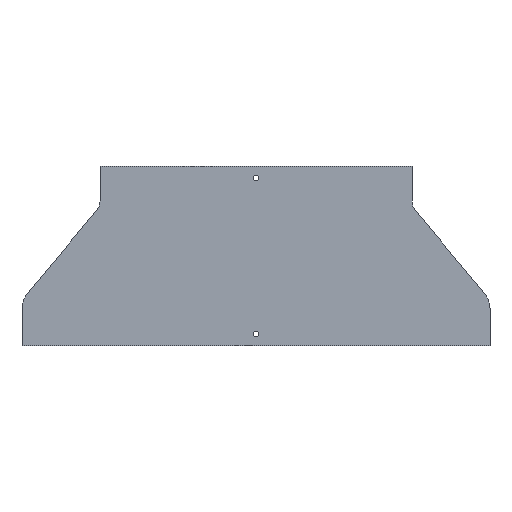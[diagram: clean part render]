
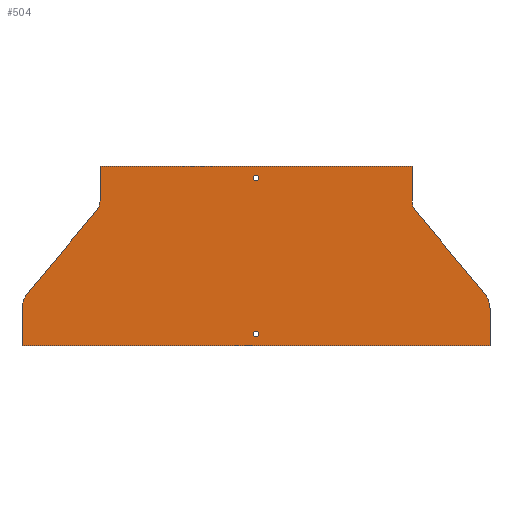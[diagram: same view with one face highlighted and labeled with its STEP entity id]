
A CAD part, front view. The second image highlights one B-rep face of the part: STEP entity #504.
In plain terms, the highlighted planar face has unit normal (0, -1, 0).
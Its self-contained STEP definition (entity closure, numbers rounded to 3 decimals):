
#1 = DIRECTION ( 'NONE',  ( 0., 0., -1. ) ) ;
#27 = CARTESIAN_POINT ( 'NONE',  ( 300., 0., -182.241 ) ) ;
#28 = DIRECTION ( 'NONE',  ( 0., 0., -1. ) ) ;
#33 = CARTESIAN_POINT ( 'NONE',  ( -300., 0., -230. ) ) ;
#34 = DIRECTION ( 'NONE',  ( -1., 0., 0. ) ) ;
#57 = CARTESIAN_POINT ( 'NONE',  ( -300., 0., -182.241 ) ) ;
#58 = DIRECTION ( 'NONE',  ( 0., 0., 1. ) ) ;
#71 = DIRECTION ( 'NONE',  ( 0.64, 0., 0.768 ) ) ;
#72 = CARTESIAN_POINT ( 'NONE',  ( -270., 0., -182.241 ) ) ;
#73 = DIRECTION ( 'NONE',  ( 0., 1., 0. ) ) ;
#74 = DIRECTION ( 'NONE',  ( 0., 0., 1. ) ) ;
#75 = CARTESIAN_POINT ( 'NONE',  ( -204.636, 0., -56.942 ) ) ;
#83 = CARTESIAN_POINT ( 'NONE',  ( -220., 0., -44.139 ) ) ;
#84 = DIRECTION ( 'NONE',  ( 0., -1., 0. ) ) ;
#85 = DIRECTION ( 'NONE',  ( 0., 0., 1. ) ) ;
#91 = CARTESIAN_POINT ( 'NONE',  ( 0., 0., -215. ) ) ;
#92 = DIRECTION ( 'NONE',  ( 0., -1., 0. ) ) ;
#93 = DIRECTION ( 'NONE',  ( 0., 0., -1. ) ) ;
#95 = CARTESIAN_POINT ( 'NONE',  ( 0., 0., -15. ) ) ;
#96 = DIRECTION ( 'NONE',  ( 0., -1., 0. ) ) ;
#97 = DIRECTION ( 'NONE',  ( 0., 0., -1. ) ) ;
#115 = CARTESIAN_POINT ( 'NONE',  ( 0., 0., -218.5 ) ) ;
#116 = CARTESIAN_POINT ( 'NONE',  ( 0., 0., -18.5 ) ) ;
#142 = DIRECTION ( 'NONE',  ( 0., 1., 0. ) ) ;
#382 = AXIS2_PLACEMENT_3D ( 'NONE', #1736, #1734, #1739 ) ;
#406 = AXIS2_PLACEMENT_3D ( 'NONE', #1990, #1991, #1992 ) ;
#408 = AXIS2_PLACEMENT_3D ( 'NONE', #516, #142, #1 ) ;
#418 = AXIS2_PLACEMENT_3D ( 'NONE', #72, #73, #74 ) ;
#420 = AXIS2_PLACEMENT_3D ( 'NONE', #83, #84, #85 ) ;
#422 = AXIS2_PLACEMENT_3D ( 'NONE', #91, #92, #93 ) ;
#423 = AXIS2_PLACEMENT_3D ( 'NONE', #95, #96, #97 ) ;
#504 = ADVANCED_FACE ( 'NONE', ( #1257, #1268, #1264 ), #1737, .F. ) ;
#516 = CARTESIAN_POINT ( 'NONE',  ( 270., 0., -182.241 ) ) ;
#526 = EDGE_LOOP ( 'NONE', ( #804 ) ) ;
#553 = EDGE_LOOP ( 'NONE', ( #806, #807, #808, #809, #810, #811, #812, #813, #814, #815, #816, #817 ) ) ;
#582 = EDGE_LOOP ( 'NONE', ( #805 ) ) ;
#613 = VERTEX_POINT ( 'NONE', #1801 ) ;
#615 = VERTEX_POINT ( 'NONE', #1803 ) ;
#619 = VERTEX_POINT ( 'NONE', #1807 ) ;
#627 = VERTEX_POINT ( 'NONE', #1815 ) ;
#633 = VERTEX_POINT ( 'NONE', #1821 ) ;
#643 = VERTEX_POINT ( 'NONE', #1831 ) ;
#646 = VERTEX_POINT ( 'NONE', #1834 ) ;
#652 = VERTEX_POINT ( 'NONE', #1840 ) ;
#658 = VERTEX_POINT ( 'NONE', #1846 ) ;
#659 = VERTEX_POINT ( 'NONE', #1847 ) ;
#667 = VERTEX_POINT ( 'NONE', #1855 ) ;
#691 = VERTEX_POINT ( 'NONE', #1879 ) ;
#804 = ORIENTED_EDGE ( 'NONE', *, *, #2090, .F. ) ;
#805 = ORIENTED_EDGE ( 'NONE', *, *, #2091, .F. ) ;
#806 = ORIENTED_EDGE ( 'NONE', *, *, #2079, .F. ) ;
#807 = ORIENTED_EDGE ( 'NONE', *, *, #2065, .F. ) ;
#808 = ORIENTED_EDGE ( 'NONE', *, *, #2062, .F. ) ;
#809 = ORIENTED_EDGE ( 'NONE', *, *, #2051, .F. ) ;
#810 = ORIENTED_EDGE ( 'NONE', *, *, #2048, .F. ) ;
#811 = ORIENTED_EDGE ( 'NONE', *, *, #2045, .F. ) ;
#812 = ORIENTED_EDGE ( 'NONE', *, *, #2042, .F. ) ;
#813 = ORIENTED_EDGE ( 'NONE', *, *, #2033, .F. ) ;
#814 = ORIENTED_EDGE ( 'NONE', *, *, #2024, .F. ) ;
#815 = ORIENTED_EDGE ( 'NONE', *, *, #2088, .F. ) ;
#816 = ORIENTED_EDGE ( 'NONE', *, *, #2085, .F. ) ;
#817 = ORIENTED_EDGE ( 'NONE', *, *, #2082, .F. ) ;
#1257 = FACE_BOUND ( 'NONE', #526, .T. ) ;
#1264 = FACE_OUTER_BOUND ( 'NONE', #553, .T. ) ;
#1268 = FACE_BOUND ( 'NONE', #582, .T. ) ;
#1322 = LINE ( 'NONE', #1935, #1324 ) ;
#1324 = VECTOR ( 'NONE', #1936, 1000. ) ;
#1339 = LINE ( 'NONE', #1960, #1342 ) ;
#1342 = VECTOR ( 'NONE', #1961, 1000. ) ;
#1353 = LINE ( 'NONE', #1983, #1356 ) ;
#1356 = VECTOR ( 'NONE', #1984, 1000. ) ;
#1359 = CIRCLE ( 'NONE', #406, 20. ) ;
#1364 = LINE ( 'NONE', #1993, #1366 ) ;
#1366 = VECTOR ( 'NONE', #1989, 1000. ) ;
#1369 = CIRCLE ( 'NONE', #408, 30. ) ;
#1385 = LINE ( 'NONE', #27, #1388 ) ;
#1388 = VECTOR ( 'NONE', #28, 1000. ) ;
#1391 = LINE ( 'NONE', #33, #1394 ) ;
#1394 = VECTOR ( 'NONE', #34, 1000. ) ;
#1416 = LINE ( 'NONE', #57, #1418 ) ;
#1418 = VECTOR ( 'NONE', #58, 1000. ) ;
#1421 = CIRCLE ( 'NONE', #418, 30. ) ;
#1426 = LINE ( 'NONE', #75, #1428 ) ;
#1428 = VECTOR ( 'NONE', #71, 1000. ) ;
#1431 = CIRCLE ( 'NONE', #420, 20. ) ;
#1434 = CIRCLE ( 'NONE', #422, 3.5 ) ;
#1436 = CIRCLE ( 'NONE', #423, 3.5 ) ;
#1449 = VERTEX_POINT ( 'NONE', #115 ) ;
#1450 = VERTEX_POINT ( 'NONE', #116 ) ;
#1734 = DIRECTION ( 'NONE',  ( 0., 1., 0. ) ) ;
#1736 = CARTESIAN_POINT ( 'NONE',  ( -220., 0., -44.139 ) ) ;
#1737 = PLANE ( 'NONE',  #382 ) ;
#1739 = DIRECTION ( 'NONE',  ( 0., 0., 1. ) ) ;
#1801 = CARTESIAN_POINT ( 'NONE',  ( -293.047, 0., -163.035 ) ) ;
#1803 = CARTESIAN_POINT ( 'NONE',  ( -204.636, 0., -56.942 ) ) ;
#1807 = CARTESIAN_POINT ( 'NONE',  ( -300., 0., -182.241 ) ) ;
#1815 = CARTESIAN_POINT ( 'NONE',  ( -300., 0., -230. ) ) ;
#1821 = CARTESIAN_POINT ( 'NONE',  ( 300., 0., -230. ) ) ;
#1831 = CARTESIAN_POINT ( 'NONE',  ( 204.636, 0., -56.942 ) ) ;
#1834 = CARTESIAN_POINT ( 'NONE',  ( 300., 0., -182.241 ) ) ;
#1840 = CARTESIAN_POINT ( 'NONE',  ( 293.047, 0., -163.035 ) ) ;
#1846 = CARTESIAN_POINT ( 'NONE',  ( 200., 0., 0. ) ) ;
#1847 = CARTESIAN_POINT ( 'NONE',  ( -200., 0., 0. ) ) ;
#1855 = CARTESIAN_POINT ( 'NONE',  ( 200., 0., -44.139 ) ) ;
#1879 = CARTESIAN_POINT ( 'NONE',  ( -200., 0., -44.139 ) ) ;
#1935 = CARTESIAN_POINT ( 'NONE',  ( -200., 0., 0. ) ) ;
#1936 = DIRECTION ( 'NONE',  ( 0., 0., 1. ) ) ;
#1960 = CARTESIAN_POINT ( 'NONE',  ( -200., 0., 0. ) ) ;
#1961 = DIRECTION ( 'NONE',  ( 1., 0., 0. ) ) ;
#1983 = CARTESIAN_POINT ( 'NONE',  ( 200., 0., 0. ) ) ;
#1984 = DIRECTION ( 'NONE',  ( 0., 0., -1. ) ) ;
#1989 = DIRECTION ( 'NONE',  ( 0.64, 0., -0.768 ) ) ;
#1990 = CARTESIAN_POINT ( 'NONE',  ( 220., 0., -44.139 ) ) ;
#1991 = DIRECTION ( 'NONE',  ( 0., -1., 0. ) ) ;
#1992 = DIRECTION ( 'NONE',  ( 0., 0., -1. ) ) ;
#1993 = CARTESIAN_POINT ( 'NONE',  ( 204.636, 0., -56.942 ) ) ;
#2024 = EDGE_CURVE ( 'NONE', #691, #659, #1322, .T. ) ;
#2033 = EDGE_CURVE ( 'NONE', #659, #658, #1339, .T. ) ;
#2042 = EDGE_CURVE ( 'NONE', #658, #667, #1353, .T. ) ;
#2045 = EDGE_CURVE ( 'NONE', #667, #643, #1359, .T. ) ;
#2048 = EDGE_CURVE ( 'NONE', #643, #652, #1364, .T. ) ;
#2051 = EDGE_CURVE ( 'NONE', #652, #646, #1369, .T. ) ;
#2062 = EDGE_CURVE ( 'NONE', #646, #633, #1385, .T. ) ;
#2065 = EDGE_CURVE ( 'NONE', #633, #627, #1391, .T. ) ;
#2079 = EDGE_CURVE ( 'NONE', #627, #619, #1416, .T. ) ;
#2082 = EDGE_CURVE ( 'NONE', #619, #613, #1421, .T. ) ;
#2085 = EDGE_CURVE ( 'NONE', #613, #615, #1426, .T. ) ;
#2088 = EDGE_CURVE ( 'NONE', #615, #691, #1431, .T. ) ;
#2090 = EDGE_CURVE ( 'NONE', #1449, #1449, #1434, .T. ) ;
#2091 = EDGE_CURVE ( 'NONE', #1450, #1450, #1436, .T. ) ;
